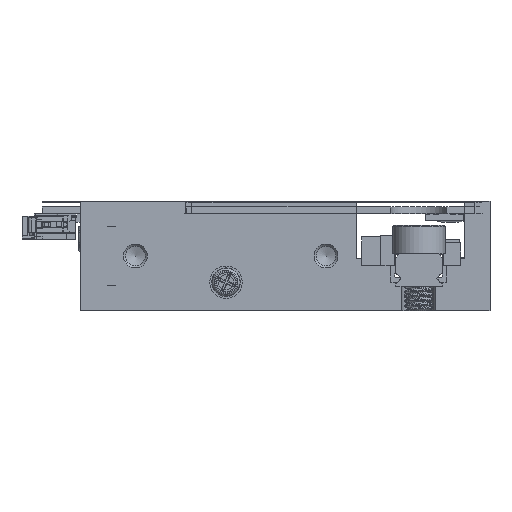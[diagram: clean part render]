
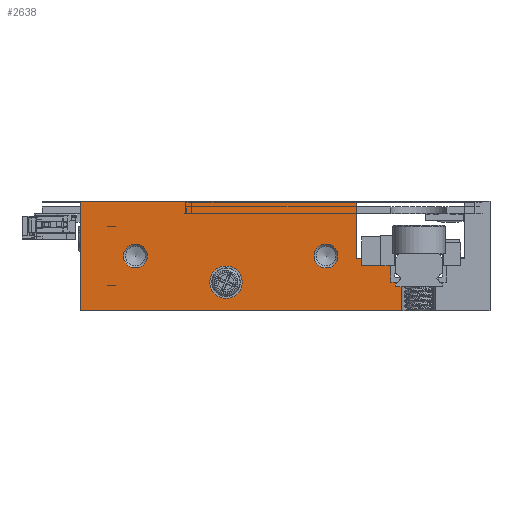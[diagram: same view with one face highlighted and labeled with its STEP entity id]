
A CAD part, left-side view. The second image highlights one B-rep face of the part: STEP entity #2638.
In plain terms, the highlighted planar face has unit normal (-1, 0, 0).
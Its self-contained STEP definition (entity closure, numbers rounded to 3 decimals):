
#1725=FACE_BOUND('',#6622,.T.);
#1726=FACE_BOUND('',#6623,.T.);
#1727=FACE_BOUND('',#6624,.T.);
#1728=FACE_BOUND('',#6625,.T.);
#2638=ADVANCED_FACE('',(#1725,#1726,#1727,#1728),#4234,.F.);
#4234=PLANE('',#31634);
#6622=EDGE_LOOP('',(#9853));
#6623=EDGE_LOOP('',(#9854));
#6624=EDGE_LOOP('',(#9855));
#6625=EDGE_LOOP('',(#9856,#9857,#9858,#9859,#9860,#9861,#9862,#9863));
#8811=CIRCLE('',#31631,1.7);
#8812=CIRCLE('',#31632,1.25);
#8813=CIRCLE('',#31633,1.25);
#9853=ORIENTED_EDGE('',*,*,#21120,.T.);
#9854=ORIENTED_EDGE('',*,*,#21121,.T.);
#9855=ORIENTED_EDGE('',*,*,#21122,.T.);
#9856=ORIENTED_EDGE('',*,*,#21100,.T.);
#9857=ORIENTED_EDGE('',*,*,#21123,.T.);
#9858=ORIENTED_EDGE('',*,*,#21124,.T.);
#9859=ORIENTED_EDGE('',*,*,#21125,.T.);
#9860=ORIENTED_EDGE('',*,*,#21126,.T.);
#9861=ORIENTED_EDGE('',*,*,#21078,.T.);
#9862=ORIENTED_EDGE('',*,*,#21052,.F.);
#9863=ORIENTED_EDGE('',*,*,#21062,.T.);
#18138=VERTEX_POINT('',#42558);
#18139=VERTEX_POINT('',#42560);
#18146=VERTEX_POINT('',#42577);
#18157=VERTEX_POINT('',#42609);
#18176=VERTEX_POINT('',#42653);
#18192=VERTEX_POINT('',#42694);
#18193=VERTEX_POINT('',#42696);
#18194=VERTEX_POINT('',#42698);
#18195=VERTEX_POINT('',#42700);
#18196=VERTEX_POINT('',#42702);
#18197=VERTEX_POINT('',#42704);
#21052=EDGE_CURVE('',#18138,#18139,#25228,.T.);
#21062=EDGE_CURVE('',#18138,#18146,#25236,.T.);
#21078=EDGE_CURVE('',#18157,#18139,#25252,.T.);
#21100=EDGE_CURVE('',#18146,#18176,#25263,.T.);
#21120=EDGE_CURVE('',#18192,#18192,#8811,.T.);
#21121=EDGE_CURVE('',#18193,#18193,#8812,.T.);
#21122=EDGE_CURVE('',#18194,#18194,#8813,.T.);
#21123=EDGE_CURVE('',#18176,#18195,#25282,.T.);
#21124=EDGE_CURVE('',#18195,#18196,#25283,.T.);
#21125=EDGE_CURVE('',#18196,#18197,#25284,.T.);
#21126=EDGE_CURVE('',#18197,#18157,#25285,.T.);
#25228=LINE('',#42559,#28427);
#25236=LINE('',#42578,#28435);
#25252=LINE('',#42608,#28451);
#25263=LINE('',#42654,#28462);
#25282=LINE('',#42699,#28481);
#25283=LINE('',#42701,#28482);
#25284=LINE('',#42703,#28483);
#25285=LINE('',#42705,#28484);
#28427=VECTOR('',#34213,1.);
#28435=VECTOR('',#34227,1.);
#28451=VECTOR('',#34251,1.);
#28462=VECTOR('',#34292,1.);
#28481=VECTOR('',#34327,1.);
#28482=VECTOR('',#34328,1.);
#28483=VECTOR('',#34329,1.);
#28484=VECTOR('',#34330,1.);
#31631=AXIS2_PLACEMENT_3D('',#42693,#34321,#34322);
#31632=AXIS2_PLACEMENT_3D('',#42695,#34323,#34324);
#31633=AXIS2_PLACEMENT_3D('',#42697,#34325,#34326);
#31634=AXIS2_PLACEMENT_3D('',#42706,#34331,#34332);
#34213=DIRECTION('',(0.,-1.,0.));
#34227=DIRECTION('',(0.,0.,-1.));
#34251=DIRECTION('',(0.,0.,1.));
#34292=DIRECTION('',(0.,-1.,0.));
#34321=DIRECTION('',(1.,0.,0.));
#34322=DIRECTION('',(0.,1.,0.));
#34323=DIRECTION('',(1.,0.,0.));
#34324=DIRECTION('',(0.,1.,0.));
#34325=DIRECTION('',(1.,0.,0.));
#34326=DIRECTION('',(0.,1.,0.));
#34327=DIRECTION('',(0.,0.,1.));
#34328=DIRECTION('',(0.,1.,0.));
#34329=DIRECTION('',(0.,0.,1.));
#34330=DIRECTION('',(0.,1.,0.));
#34331=DIRECTION('',(1.,0.,0.));
#34332=DIRECTION('',(0.,1.,0.));
#42558=CARTESIAN_POINT('',(-15.,43.,11.5));
#42559=CARTESIAN_POINT('',(-15.,43.,11.5));
#42560=CARTESIAN_POINT('',(-15.,14.05,11.5));
#42577=CARTESIAN_POINT('',(-15.,43.,0.));
#42578=CARTESIAN_POINT('',(-15.,43.,11.5));
#42608=CARTESIAN_POINT('',(-15.,14.05,5.5));
#42609=CARTESIAN_POINT('',(-15.,14.05,5.5));
#42653=CARTESIAN_POINT('',(-15.,9.25,0.));
#42654=CARTESIAN_POINT('',(-15.,43.,0.));
#42693=CARTESIAN_POINT('',(-15.,27.7,3.));
#42694=CARTESIAN_POINT('',(-15.,29.4,3.));
#42695=CARTESIAN_POINT('',(-15.,37.2,5.75));
#42696=CARTESIAN_POINT('',(-15.,38.45,5.75));
#42697=CARTESIAN_POINT('',(-15.,17.2,5.75));
#42698=CARTESIAN_POINT('',(-15.,18.45,5.75));
#42699=CARTESIAN_POINT('',(-15.,9.25,-0.3));
#42700=CARTESIAN_POINT('',(-15.,9.25,3.));
#42701=CARTESIAN_POINT('',(-15.,4.6,3.));
#42702=CARTESIAN_POINT('',(-15.,10.4,3.));
#42703=CARTESIAN_POINT('',(-15.,10.4,3.));
#42704=CARTESIAN_POINT('',(-15.,10.4,5.5));
#42705=CARTESIAN_POINT('',(-15.,10.4,5.5));
#42706=CARTESIAN_POINT('',(-15.,43.,11.5));
